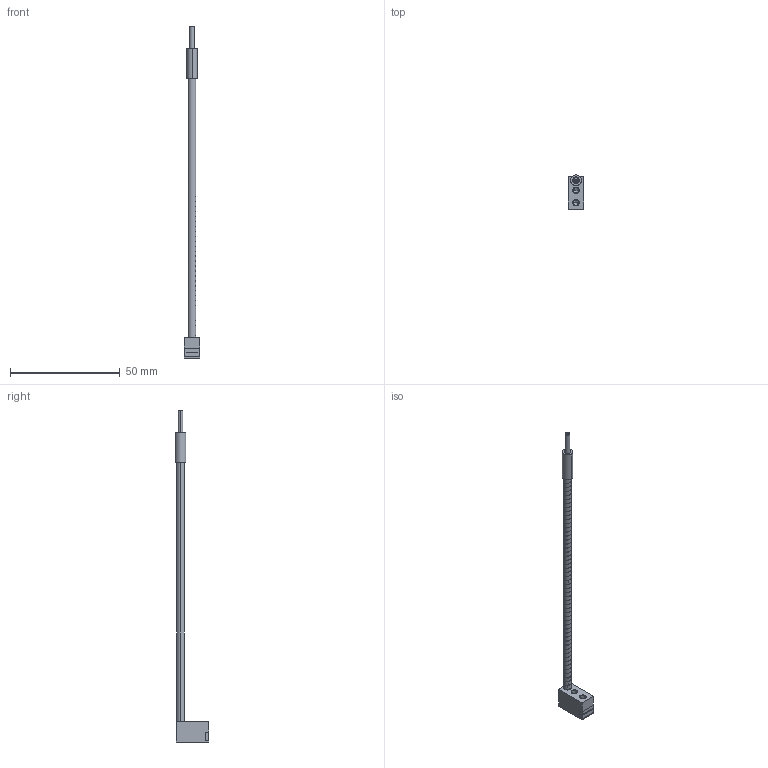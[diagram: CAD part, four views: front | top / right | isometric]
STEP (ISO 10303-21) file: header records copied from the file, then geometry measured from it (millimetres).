
FILE_DESCRIPTION((''),'2;1');
FILE_NAME('192765_ASM','2016-02-09T',('pdmadmin'),(''),'PRO/ENGINEER BY PARAMETRIC TECHNOLOGY CORPORATION, 2013230','PRO/ENGINEER BY PARAMETRIC TECHNOLOGY CORPORATION, 2013230','');
FILE_SCHEMA(('CONFIG_CONTROL_DESIGN'));
Length unit declared in the file: inch
Products named in the file (8): 118399; 10143; 118398; FIBER_CORE_-25_010; 110534; 111876; 75106_ASM; 192765_ASM
Assembly tree (23 placements, depth 3):
  192765_ASM
    75106_ASM
      118399
      10143  x2
      118398
      FIBER_CORE_-25_010  x16
      110534
      111876
Bounding box: 7.24 x 15.51 x 151.53 mm (x, y, z)
Volume: 1900.4 mm3; surface area: 10253.3 mm2
Topology: 37 solids, 39 shells, 386 faces, 824 edges, 526 vertices
Faces by surface type: cylinder 164, plane 154, bspline 60, cone 8
Entity records: 19687 total; most frequent: CARTESIAN_POINT 13820, DIRECTION 1192, ORIENTED_EDGE 1116, EDGE_CURVE 562, AXIS2_PLACEMENT_3D 460, VERTEX_POINT 354, EDGE_LOOP 300, VECTOR 272
